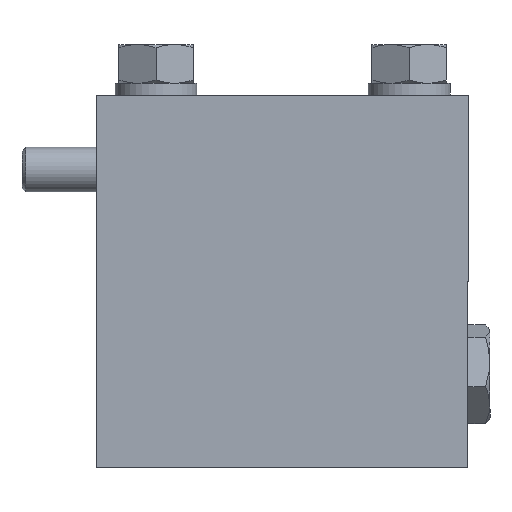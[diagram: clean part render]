
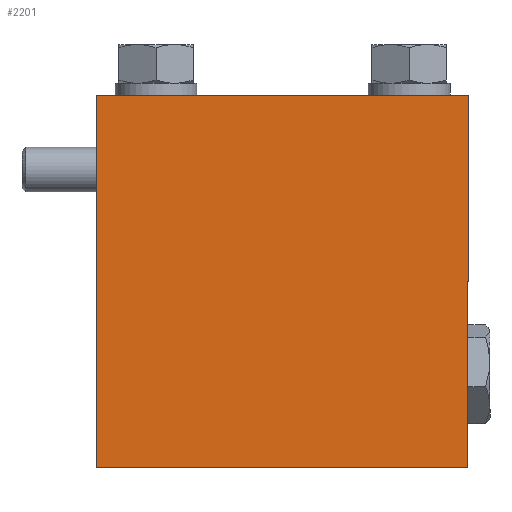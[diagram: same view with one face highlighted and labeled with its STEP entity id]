
A CAD part, front view. The second image highlights one B-rep face of the part: STEP entity #2201.
In plain terms, the highlighted planar face has unit normal (0, -1, 0).
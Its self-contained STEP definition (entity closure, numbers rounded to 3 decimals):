
#1711=CARTESIAN_POINT('',(25.0,-15.,25.0));
#1712=VERTEX_POINT('',#1711);
#1727=CARTESIAN_POINT('',(-25.,-15.,25.0));
#1728=VERTEX_POINT('',#1727);
#1735=CARTESIAN_POINT('',(25.0,-15.,25.0));
#1736=DIRECTION('',(-1.0,0.0,0.0));
#1737=VECTOR('',#1736,50.0);
#1738=LINE('',#1735,#1737);
#1739=EDGE_CURVE('',#1712,#1728,#1738,.T.);
#2118=CARTESIAN_POINT('',(-25.,-15.,0.0));
#2119=VERTEX_POINT('',#2118);
#2126=CARTESIAN_POINT('',(-25.,-15.,0.0));
#2127=DIRECTION('',(0.0,0.0,1.0));
#2128=VECTOR('',#2127,25.0);
#2129=LINE('',#2126,#2128);
#2130=EDGE_CURVE('',#2119,#1728,#2129,.T.);
#2146=CARTESIAN_POINT('',(25.0,-15.,0.0));
#2147=DIRECTION('',(0.0,-1.0,0.0));
#2148=DIRECTION('',(0.0,0.0,-1.0));
#2149=AXIS2_PLACEMENT_3D('',#2146,#2147,#2148);
#2150=PLANE('',#2149);
#2151=ORIENTED_EDGE('',*,*,#1739,.T.);
#2152=ORIENTED_EDGE('',*,*,#2130,.F.);
#2153=CARTESIAN_POINT('',(-24.95,-15.,0.0));
#2154=VERTEX_POINT('',#2153);
#2155=CARTESIAN_POINT('',(-24.95,-15.,0.0));
#2156=DIRECTION('',(-1.0,0.0,0.0));
#2157=VECTOR('',#2156,0.05);
#2158=LINE('',#2155,#2157);
#2159=EDGE_CURVE('',#2154,#2119,#2158,.T.);
#2160=ORIENTED_EDGE('',*,*,#2159,.F.);
#2161=CARTESIAN_POINT('',(-24.95,-15.,-25.0));
#2162=VERTEX_POINT('',#2161);
#2163=CARTESIAN_POINT('',(-24.95,-15.,-25.0));
#2164=DIRECTION('',(0.0,0.0,1.0));
#2165=VECTOR('',#2164,25.0);
#2166=LINE('',#2163,#2165);
#2167=EDGE_CURVE('',#2162,#2154,#2166,.T.);
#2168=ORIENTED_EDGE('',*,*,#2167,.F.);
#2169=CARTESIAN_POINT('',(24.85,-15.,-25.0));
#2170=VERTEX_POINT('',#2169);
#2171=CARTESIAN_POINT('',(24.85,-15.,-25.0));
#2172=DIRECTION('',(-1.0,0.0,0.0));
#2173=VECTOR('',#2172,49.8);
#2174=LINE('',#2171,#2173);
#2175=EDGE_CURVE('',#2170,#2162,#2174,.T.);
#2176=ORIENTED_EDGE('',*,*,#2175,.F.);
#2177=CARTESIAN_POINT('',(24.85,-15.,0.0));
#2178=VERTEX_POINT('',#2177);
#2179=CARTESIAN_POINT('',(24.85,-15.,-25.0));
#2180=DIRECTION('',(0.0,0.0,1.0));
#2181=VECTOR('',#2180,25.0);
#2182=LINE('',#2179,#2181);
#2183=EDGE_CURVE('',#2170,#2178,#2182,.T.);
#2184=ORIENTED_EDGE('',*,*,#2183,.T.);
#2185=CARTESIAN_POINT('',(25.0,-15.,0.0));
#2186=VERTEX_POINT('',#2185);
#2187=CARTESIAN_POINT('',(25.0,-15.,0.0));
#2188=DIRECTION('',(-1.0,0.0,0.0));
#2189=VECTOR('',#2188,0.15);
#2190=LINE('',#2187,#2189);
#2191=EDGE_CURVE('',#2186,#2178,#2190,.T.);
#2192=ORIENTED_EDGE('',*,*,#2191,.F.);
#2193=CARTESIAN_POINT('',(25.0,-15.,0.0));
#2194=DIRECTION('',(0.0,0.0,1.0));
#2195=VECTOR('',#2194,25.0);
#2196=LINE('',#2193,#2195);
#2197=EDGE_CURVE('',#2186,#1712,#2196,.T.);
#2198=ORIENTED_EDGE('',*,*,#2197,.T.);
#2199=EDGE_LOOP('',(#2151,#2152,#2160,#2168,#2176,#2184,#2192,#2198));
#2200=FACE_OUTER_BOUND('',#2199,.T.);
#2201=ADVANCED_FACE('',(#2200),#2150,.T.);
